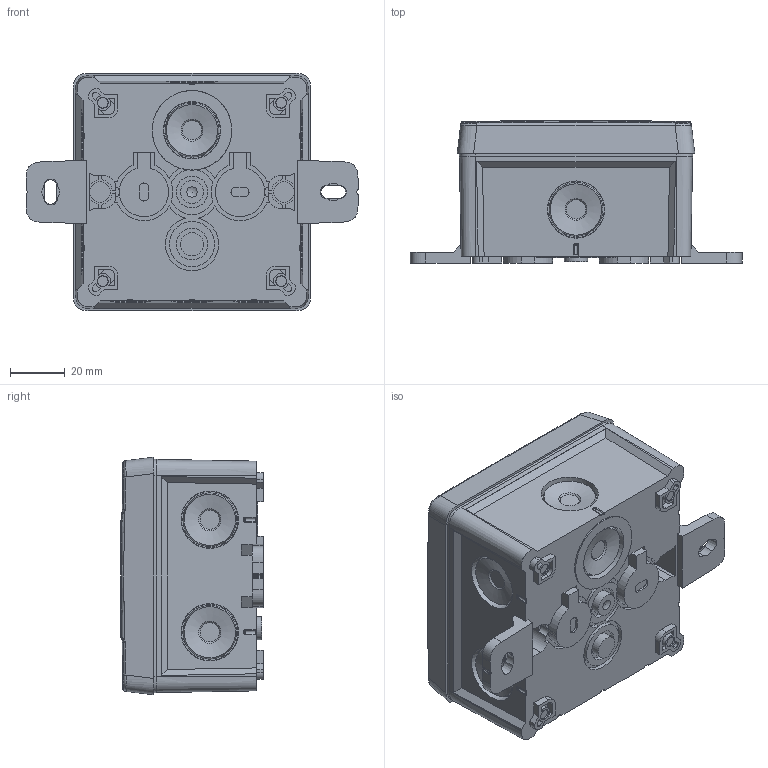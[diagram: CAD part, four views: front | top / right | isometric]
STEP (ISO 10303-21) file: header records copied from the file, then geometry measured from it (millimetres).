
FILE_DESCRIPTION(/* description */ ('STEP AP214'),/* implementation_level */ '2;1');
FILE_NAME(/* name */ '80240101',/* time_stamp */ '2024-12-06T15:44:04+01:00',/* author */ ('License CC BY-ND 4.0'),/* organization */ ('CADENAS'),/* preprocessor_version */ 'ST-DEVELOPER v19.3',/* originating_system */ 'PARTsolutions',/* authorisation */ ' ');
FILE_SCHEMA (('AUTOMOTIVE_DESIGN {1 0 10303 214 3 1 1}'));
Products named in the file (4): 80240101; 80240101_PART1; 80240101_PART2; 80240101_PART3
Assembly tree (4 placements, depth 2):
  80240101
    80240101_PART1  x2
    80240101_PART2
    80240101_PART3
Bounding box: 121 x 52 x 86.6 mm (x, y, z)
Volume: 92741.2 mm3; surface area: 87274.1 mm2
Topology: 4 solids, 4 shells, 1345 faces, 3575 edges, 2337 vertices
Faces by surface type: plane 663, cylinder 339, bspline 154, cone 130, torus 41, sphere 18
Full cylindrical faces by diameter (mm): 3 x2, 3.15 x2, 3.2 x2, 3.6 x2, 4 x2, 4.2 x4, 5 x2, 7.5 x4, 8.5 x4, 10.1 x1, 11.5 x2, 14.5 x2, 16.5 x1, 21.8 x1, 29 x1
Entity records: 56090 total; most frequent: CARTESIAN_POINT 20127, ORIENTED_EDGE 6566, DIRECTION 6035, EDGE_CURVE 3283, VERTEX_POINT 2190, AXIS2_PLACEMENT_3D 2143, LINE 1749, VECTOR 1749
